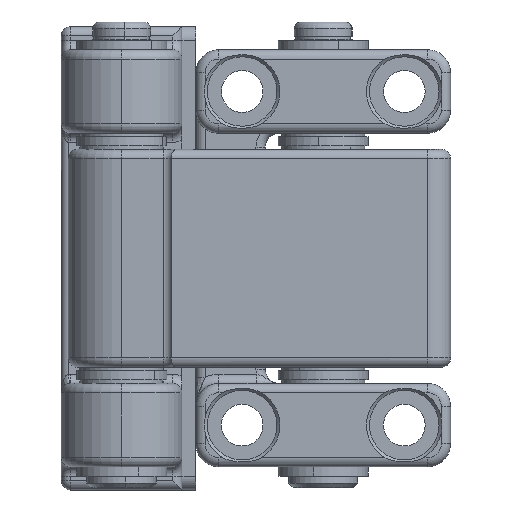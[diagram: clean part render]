
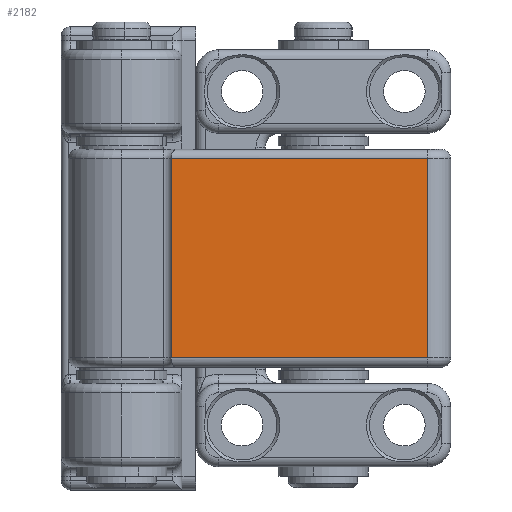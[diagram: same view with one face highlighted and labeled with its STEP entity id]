
A CAD part, left-side view. The second image highlights one B-rep face of the part: STEP entity #2182.
In plain terms, the highlighted face is planar.
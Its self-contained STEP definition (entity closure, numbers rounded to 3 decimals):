
#1305 = EDGE_CURVE ( 'NONE', #3908, #3909, #6449, .T. ) ;
#1306 = EDGE_CURVE ( 'NONE', #3907, #3908, #6450, .T. ) ;
#1307 = EDGE_CURVE ( 'NONE', #3909, #3910, #6451, .T. ) ;
#1308 = EDGE_CURVE ( 'NONE', #3910, #3907, #6452, .T. ) ;
#1582 = EDGE_LOOP ( 'NONE', ( #1646, #1648, #1647, #1649 ) ) ;
#1646 = ORIENTED_EDGE ( 'NONE', *, *, #1306, .T. ) ;
#1647 = ORIENTED_EDGE ( 'NONE', *, *, #1307, .T. ) ;
#1648 = ORIENTED_EDGE ( 'NONE', *, *, #1305, .T. ) ;
#1649 = ORIENTED_EDGE ( 'NONE', *, *, #1308, .T. ) ;
#2182 = ADVANCED_FACE ( 'NONE', ( #6706 ), #8500, .F. ) ;
#3073 = AXIS2_PLACEMENT_3D ( 'NONE', #8501, #8502, #8503 ) ;
#3907 = VERTEX_POINT ( 'NONE', #8837 ) ;
#3908 = VERTEX_POINT ( 'NONE', #8838 ) ;
#3909 = VERTEX_POINT ( 'NONE', #8839 ) ;
#3910 = VERTEX_POINT ( 'NONE', #8840 ) ;
#4565 = VECTOR ( 'NONE', #7455, 1000. ) ;
#4567 = VECTOR ( 'NONE', #7453, 1000. ) ;
#4568 = VECTOR ( 'NONE', #7451, 1000. ) ;
#4569 = VECTOR ( 'NONE', #7449, 1000. ) ;
#6449 = LINE ( 'NONE', #7448, #4569 ) ;
#6450 = LINE ( 'NONE', #7450, #4568 ) ;
#6451 = LINE ( 'NONE', #7452, #4567 ) ;
#6452 = LINE ( 'NONE', #7454, #4565 ) ;
#6706 = FACE_OUTER_BOUND ( 'NONE', #1582, .T. ) ;
#7448 = CARTESIAN_POINT ( 'NONE',  ( -43., 47.7, -44.4 ) ) ;
#7449 = DIRECTION ( 'NONE',  ( 0., 0., 1. ) ) ;
#7450 = CARTESIAN_POINT ( 'NONE',  ( 47., 47.7, -155. ) ) ;
#7451 = DIRECTION ( 'NONE',  ( -1., 0., 0. ) ) ;
#7452 = CARTESIAN_POINT ( 'NONE',  ( 47., 47.7, -44.4 ) ) ;
#7453 = DIRECTION ( 'NONE',  ( 1., 0., 0. ) ) ;
#7454 = CARTESIAN_POINT ( 'NONE',  ( 43., 47.7, 0. ) ) ;
#7455 = DIRECTION ( 'NONE',  ( 0., 0., -1. ) ) ;
#8500 = PLANE ( 'NONE',  #3073 ) ;
#8501 = CARTESIAN_POINT ( 'NONE',  ( 47., 47.7, 0. ) ) ;
#8502 = DIRECTION ( 'NONE',  ( 0., -1., 0. ) ) ;
#8503 = DIRECTION ( 'NONE',  ( 0., 0., -1. ) ) ;
#8837 = CARTESIAN_POINT ( 'NONE',  ( 43., 47.7, -155. ) ) ;
#8838 = CARTESIAN_POINT ( 'NONE',  ( -43., 47.7, -155. ) ) ;
#8839 = CARTESIAN_POINT ( 'NONE',  ( -43., 47.7, -44.4 ) ) ;
#8840 = CARTESIAN_POINT ( 'NONE',  ( 43., 47.7, -44.4 ) ) ;
